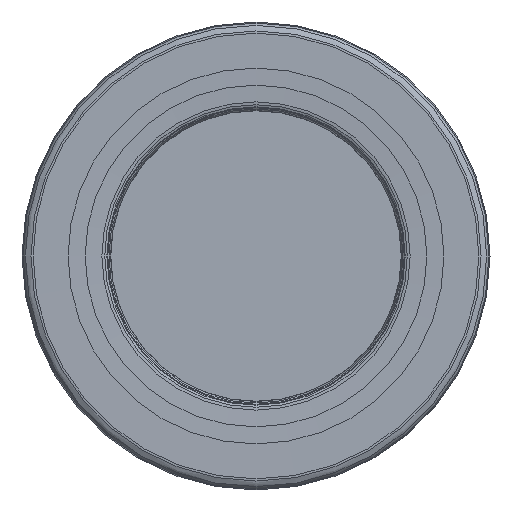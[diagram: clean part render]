
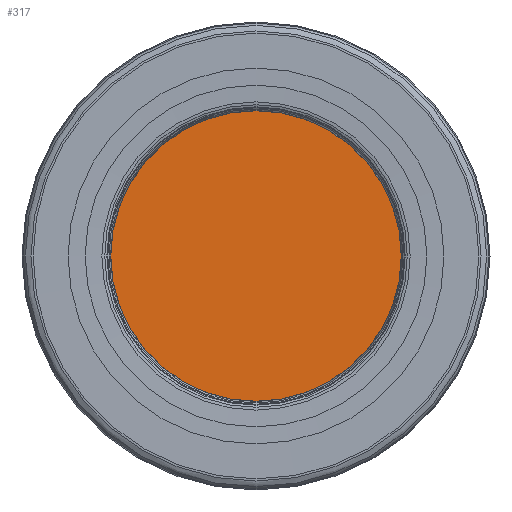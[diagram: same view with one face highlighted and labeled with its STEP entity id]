
A CAD part, left-side view. The second image highlights one B-rep face of the part: STEP entity #317.
In plain terms, the highlighted planar face has unit normal (-1, 0, 0).
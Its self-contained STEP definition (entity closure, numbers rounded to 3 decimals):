
#317=ADVANCED_FACE('',(#354),#352,.F.);
#352=PLANE('',#679);
#354=FACE_OUTER_BOUND('',#376,.T.);
#376=EDGE_LOOP('',(#462));
#462=ORIENTED_EDGE('',*,*,#580,.T.);
#537=VERTEX_POINT('',#900);
#580=EDGE_CURVE('',#537,#537,#623,.T.);
#623=CIRCLE('',#677,10.507);
#677=AXIS2_PLACEMENT_3D('',#899,#760,#761);
#679=AXIS2_PLACEMENT_3D('',#902,#764,#765);
#760=DIRECTION('',(-1.,0.,0.));
#761=DIRECTION('',(0.,0.,1.));
#764=DIRECTION('',(1.,0.,0.));
#765=DIRECTION('',(0.,0.,-1.));
#899=CARTESIAN_POINT('',(1.3,0.,0.));
#900=CARTESIAN_POINT('',(1.3,0.,10.507));
#902=CARTESIAN_POINT('',(1.3,10.507,0.));
